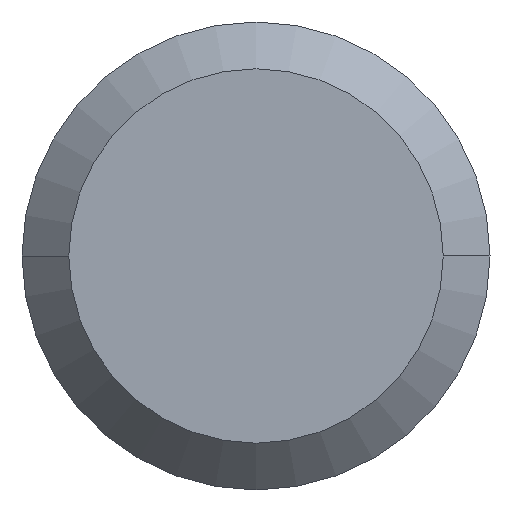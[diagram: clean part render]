
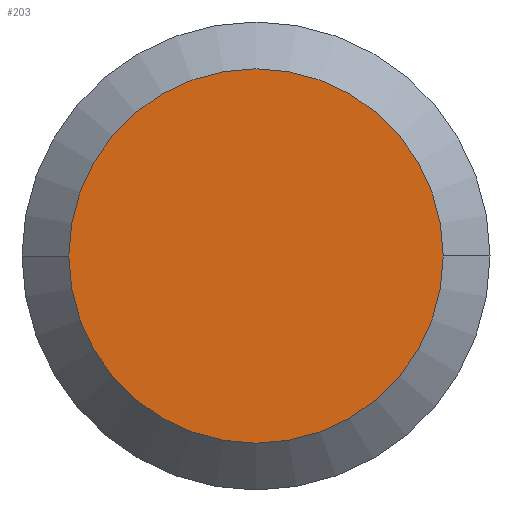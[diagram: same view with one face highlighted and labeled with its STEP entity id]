
A CAD part, left-side view. The second image highlights one B-rep face of the part: STEP entity #203.
In plain terms, the highlighted planar face has unit normal (-1, 0, 0).
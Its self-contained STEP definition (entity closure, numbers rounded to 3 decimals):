
#3 = EDGE_LOOP ( 'NONE', ( #146, #76 ) ) ;
#27 = CARTESIAN_POINT ( 'NONE',  ( 0., 0., 0. ) ) ;
#39 = DIRECTION ( 'NONE',  ( 0., -1., 0. ) ) ;
#42 = DIRECTION ( 'NONE',  ( 0., -1., 0. ) ) ;
#76 = ORIENTED_EDGE ( 'NONE', *, *, #88, .T. ) ;
#80 = VERTEX_POINT ( 'NONE', #102 ) ;
#88 = EDGE_CURVE ( 'NONE', #80, #127, #107, .T. ) ;
#102 = CARTESIAN_POINT ( 'NONE',  ( 0., -4., 0. ) ) ;
#103 = DIRECTION ( 'NONE',  ( 0., -1., 0. ) ) ;
#107 = CIRCLE ( 'NONE', #170, 4. ) ;
#115 = CIRCLE ( 'NONE', #196, 4. ) ;
#123 = DIRECTION ( 'NONE',  ( -1., 0., 0. ) ) ;
#127 = VERTEX_POINT ( 'NONE', #183 ) ;
#132 = DIRECTION ( 'NONE',  ( -1., 0., 0. ) ) ;
#146 = ORIENTED_EDGE ( 'NONE', *, *, #190, .T. ) ;
#151 = CARTESIAN_POINT ( 'NONE',  ( 0., 0., 0. ) ) ;
#152 = AXIS2_PLACEMENT_3D ( 'NONE', #191, #123, #42 ) ;
#170 = AXIS2_PLACEMENT_3D ( 'NONE', #151, #132, #39 ) ;
#183 = CARTESIAN_POINT ( 'NONE',  ( 0., 4., 0. ) ) ;
#190 = EDGE_CURVE ( 'NONE', #127, #80, #115, .T. ) ;
#191 = CARTESIAN_POINT ( 'NONE',  ( 0., 0., 0. ) ) ;
#193 = DIRECTION ( 'NONE',  ( -1., 0., 0. ) ) ;
#196 = AXIS2_PLACEMENT_3D ( 'NONE', #27, #193, #103 ) ;
#203 = ADVANCED_FACE ( 'NONE', ( #212 ), #214, .T. ) ;
#212 = FACE_OUTER_BOUND ( 'NONE', #3, .T. ) ;
#214 = PLANE ( 'NONE',  #152 ) ;
